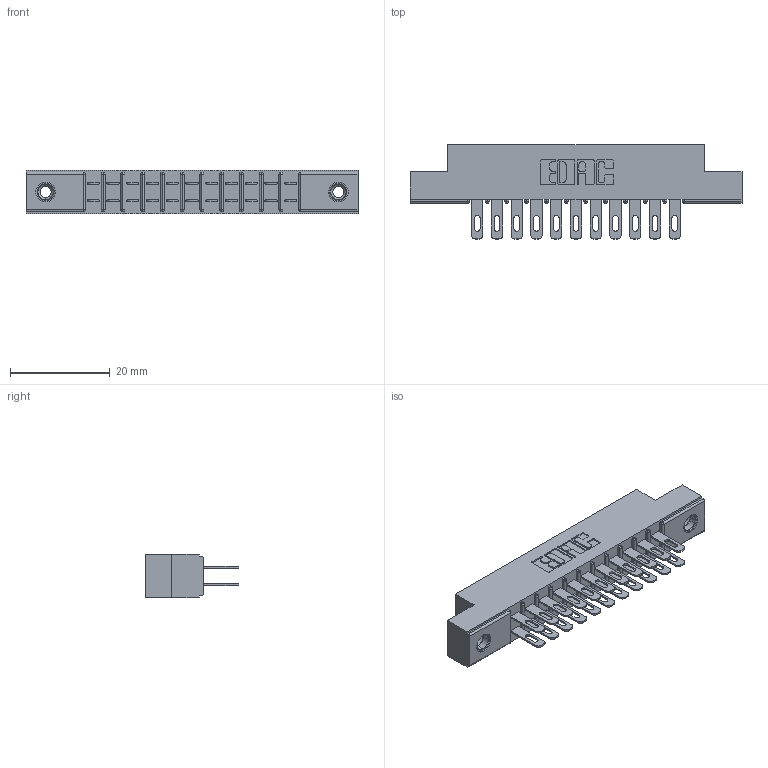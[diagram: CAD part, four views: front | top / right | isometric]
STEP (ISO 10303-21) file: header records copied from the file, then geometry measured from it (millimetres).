
FILE_DESCRIPTION (( 'STEP AP203' ), '1' );
FILE_NAME ('355-022-500-508.STEP', '2019-09-11T03:52:57', ( '' ), ( '' ), 'SwSTEP 2.0', 'SolidWorks 2016', '' );
FILE_SCHEMA (( 'CONFIG_CONTROL_DESIGN' ));
Length unit declared in the file: inch
Products named in the file (4): 305 Part_.156 Dia; 345-250-001_345-250-003-102; 305-290-001_500; 355-022-500-508
Assembly tree (25 placements, depth 2):
  355-022-500-508
    305 Part_.156 Dia
    305-290-001_500  x22
    345-250-001_345-250-003-102  x2
Bounding box: 66.6 x 18.85 x 8.71 mm (x, y, z)
Volume: 4095.7 mm3; surface area: 7858.5 mm2
Topology: 25 solids, 25 shells, 1276 faces, 3609 edges, 2338 vertices
Faces by surface type: plane 716, cylinder 500, sphere 44, cone 12, torus 4
Entity records: 16891 total; most frequent: CARTESIAN_POINT 2778, ORIENTED_EDGE 2746, DIRECTION 2725, EDGE_CURVE 1373, LINE 1071, VECTOR 1071, VERTEX_POINT 880, AXIS2_PLACEMENT_3D 827
